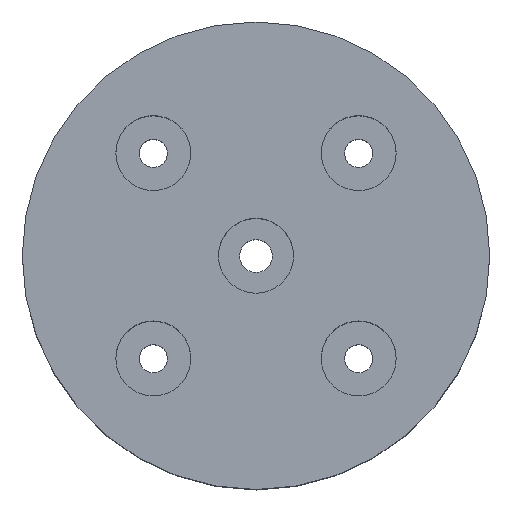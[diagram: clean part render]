
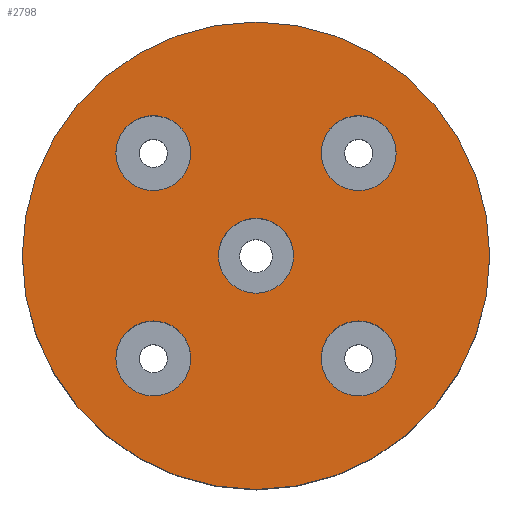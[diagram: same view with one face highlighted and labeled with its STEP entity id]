
A CAD part, top view. The second image highlights one B-rep face of the part: STEP entity #2798.
In plain terms, the highlighted planar face has unit normal (0, 0, 1).
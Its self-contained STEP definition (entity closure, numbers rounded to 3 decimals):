
#695=FACE_BOUND('',#998,.T.);
#696=FACE_BOUND('',#999,.T.);
#697=FACE_BOUND('',#1000,.T.);
#698=FACE_BOUND('',#1001,.T.);
#699=FACE_BOUND('',#1002,.T.);
#842=FACE_OUTER_BOUND('',#997,.T.);
#997=EDGE_LOOP('',(#2551));
#998=EDGE_LOOP('',(#2552));
#999=EDGE_LOOP('',(#2553));
#1000=EDGE_LOOP('',(#2554));
#1001=EDGE_LOOP('',(#2555));
#1002=EDGE_LOOP('',(#2556));
#1005=CIRCLE('',#2817,4.);
#1008=CIRCLE('',#2822,4.);
#1011=CIRCLE('',#2827,4.);
#1014=CIRCLE('',#2832,4.);
#1017=CIRCLE('',#2837,4.);
#1090=CIRCLE('',#2921,24.95);
#1093=VERTEX_POINT('',#3827);
#1096=VERTEX_POINT('',#3836);
#1099=VERTEX_POINT('',#3845);
#1102=VERTEX_POINT('',#3854);
#1105=VERTEX_POINT('',#3863);
#1356=VERTEX_POINT('',#4385);
#1360=EDGE_CURVE('',#1093,#1093,#1005,.T.);
#1364=EDGE_CURVE('',#1096,#1096,#1008,.T.);
#1368=EDGE_CURVE('',#1099,#1099,#1011,.T.);
#1372=EDGE_CURVE('',#1102,#1102,#1014,.T.);
#1376=EDGE_CURVE('',#1105,#1105,#1017,.T.);
#1635=EDGE_CURVE('',#1356,#1356,#1090,.T.);
#2551=ORIENTED_EDGE('',*,*,#1635,.T.);
#2552=ORIENTED_EDGE('',*,*,#1360,.T.);
#2553=ORIENTED_EDGE('',*,*,#1364,.T.);
#2554=ORIENTED_EDGE('',*,*,#1368,.T.);
#2555=ORIENTED_EDGE('',*,*,#1372,.T.);
#2556=ORIENTED_EDGE('',*,*,#1376,.T.);
#2655=PLANE('',#3043);
#2798=ADVANCED_FACE('',(#842,#695,#696,#697,#698,#699),#2655,.T.);
#2817=AXIS2_PLACEMENT_3D('',#3829,#3055,#3056);
#2822=AXIS2_PLACEMENT_3D('',#3838,#3066,#3067);
#2827=AXIS2_PLACEMENT_3D('',#3847,#3077,#3078);
#2832=AXIS2_PLACEMENT_3D('',#3856,#3088,#3089);
#2837=AXIS2_PLACEMENT_3D('',#3865,#3099,#3100);
#2921=AXIS2_PLACEMENT_3D('',#4386,#3453,#3454);
#3043=AXIS2_PLACEMENT_3D('',#4629,#3818,#3819);
#3055=DIRECTION('center_axis',(0.,0.,-1.));
#3056=DIRECTION('ref_axis',(1.,0.,0.));
#3066=DIRECTION('center_axis',(0.,0.,-1.));
#3067=DIRECTION('ref_axis',(1.,0.,0.));
#3077=DIRECTION('center_axis',(0.,0.,-1.));
#3078=DIRECTION('ref_axis',(1.,0.,0.));
#3088=DIRECTION('center_axis',(0.,0.,-1.));
#3089=DIRECTION('ref_axis',(1.,0.,0.));
#3099=DIRECTION('center_axis',(0.,0.,-1.));
#3100=DIRECTION('ref_axis',(1.,0.,0.));
#3453=DIRECTION('center_axis',(0.,0.,1.));
#3454=DIRECTION('ref_axis',(1.,0.,0.));
#3818=DIRECTION('center_axis',(0.,0.,1.));
#3819=DIRECTION('ref_axis',(1.,0.,0.));
#3827=CARTESIAN_POINT('',(-14.96,-10.96,21.));
#3829=CARTESIAN_POINT('Origin',(-10.96,-10.96,21.));
#3836=CARTESIAN_POINT('',(-14.96,10.96,21.));
#3838=CARTESIAN_POINT('Origin',(-10.96,10.96,21.));
#3845=CARTESIAN_POINT('',(6.96,-10.96,21.));
#3847=CARTESIAN_POINT('Origin',(10.96,-10.96,21.));
#3854=CARTESIAN_POINT('',(6.96,10.96,21.));
#3856=CARTESIAN_POINT('Origin',(10.96,10.96,21.));
#3863=CARTESIAN_POINT('',(-4.,0.,21.));
#3865=CARTESIAN_POINT('Origin',(0.,0.,21.));
#4385=CARTESIAN_POINT('',(-24.95,0.,21.));
#4386=CARTESIAN_POINT('Origin',(0.,0.,21.));
#4629=CARTESIAN_POINT('Origin',(0.,0.,21.));
